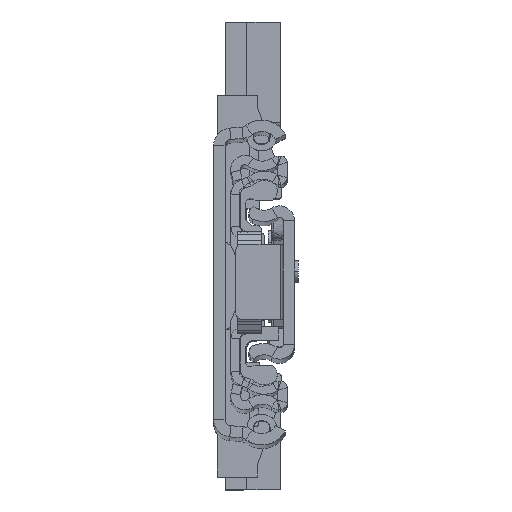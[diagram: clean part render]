
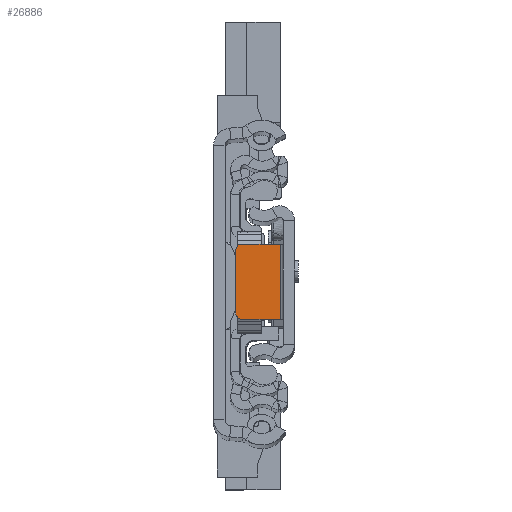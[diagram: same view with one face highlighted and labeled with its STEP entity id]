
A CAD part, top view. The second image highlights one B-rep face of the part: STEP entity #26886.
In plain terms, the highlighted planar face has unit normal (0, 0, 1).
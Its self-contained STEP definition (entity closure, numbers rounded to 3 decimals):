
#60 = DIRECTION ( 'NONE',  ( 1., 0., 0. ) ) ;
#1164 = DIRECTION ( 'NONE',  ( 0., -1., 0. ) ) ;
#1200 = DIRECTION ( 'NONE',  ( 1., 0., 0. ) ) ;
#1508 = VERTEX_POINT ( 'NONE', #3174 ) ;
#1530 = CARTESIAN_POINT ( 'NONE',  ( -8.4, -5.849, -6.8 ) ) ;
#2014 = DIRECTION ( 'NONE',  ( 1., 0., 0. ) ) ;
#3174 = CARTESIAN_POINT ( 'NONE',  ( -2.3, 6.151, -6.8 ) ) ;
#3904 = ORIENTED_EDGE ( 'NONE', *, *, #29842, .F. ) ;
#4282 = LINE ( 'NONE', #29310, #22456 ) ;
#4877 = EDGE_CURVE ( 'NONE', #19626, #1508, #4282, .T. ) ;
#6556 = CARTESIAN_POINT ( 'NONE',  ( -8.4, 5.151, -6.8 ) ) ;
#8885 = LINE ( 'NONE', #18134, #25223 ) ;
#9114 = CARTESIAN_POINT ( 'NONE',  ( -9.4, -4.849, -6.8 ) ) ;
#10146 = VECTOR ( 'NONE', #1164, 1000. ) ;
#10987 = DIRECTION ( 'NONE',  ( -1., 0., 0. ) ) ;
#11200 = AXIS2_PLACEMENT_3D ( 'NONE', #27661, #15175, #2014 ) ;
#13883 = CARTESIAN_POINT ( 'NONE',  ( -9.4, -5.849, -6.8 ) ) ;
#14650 = PLANE ( 'NONE',  #16144 ) ;
#15175 = DIRECTION ( 'NONE',  ( 0., 0., 1. ) ) ;
#16144 = AXIS2_PLACEMENT_3D ( 'NONE', #27158, #36587, #60 ) ;
#17005 = VERTEX_POINT ( 'NONE', #1530 ) ;
#17488 = ORIENTED_EDGE ( 'NONE', *, *, #32560, .T. ) ;
#17616 = EDGE_LOOP ( 'NONE', ( #33912, #17488, #31727, #3904, #32158, #20642 ) ) ;
#18134 = CARTESIAN_POINT ( 'NONE',  ( -9.4, 6.151, -6.8 ) ) ;
#18705 = DIRECTION ( 'NONE',  ( 0., 0., 1. ) ) ;
#19191 = VERTEX_POINT ( 'NONE', #9114 ) ;
#19626 = VERTEX_POINT ( 'NONE', #31228 ) ;
#19653 = CARTESIAN_POINT ( 'NONE',  ( -2.3, 6.151, -6.8 ) ) ;
#20642 = ORIENTED_EDGE ( 'NONE', *, *, #35236, .T. ) ;
#22354 = CARTESIAN_POINT ( 'NONE',  ( -2.3, -5.849, -6.8 ) ) ;
#22456 = VECTOR ( 'NONE', #1200, 1000. ) ;
#22992 = CIRCLE ( 'NONE', #11200, 1. ) ;
#23824 = AXIS2_PLACEMENT_3D ( 'NONE', #6556, #18705, #31206 ) ;
#25223 = VECTOR ( 'NONE', #39424, 1000. ) ;
#25888 = VERTEX_POINT ( 'NONE', #25969 ) ;
#25969 = CARTESIAN_POINT ( 'NONE',  ( -9.4, 5.151, -6.8 ) ) ;
#26528 = VERTEX_POINT ( 'NONE', #22354 ) ;
#26886 = ADVANCED_FACE ( 'NONE', ( #39442 ), #14650, .T. ) ;
#27158 = CARTESIAN_POINT ( 'NONE',  ( 0., 0., -6.8 ) ) ;
#27661 = CARTESIAN_POINT ( 'NONE',  ( -8.4, -4.849, -6.8 ) ) ;
#29310 = CARTESIAN_POINT ( 'NONE',  ( -1.8, 6.151, -6.8 ) ) ;
#29669 = LINE ( 'NONE', #13883, #37595 ) ;
#29842 = EDGE_CURVE ( 'NONE', #1508, #26528, #31751, .T. ) ;
#31206 = DIRECTION ( 'NONE',  ( 1., 0., 0. ) ) ;
#31228 = CARTESIAN_POINT ( 'NONE',  ( -8.4, 6.151, -6.8 ) ) ;
#31727 = ORIENTED_EDGE ( 'NONE', *, *, #35408, .F. ) ;
#31751 = LINE ( 'NONE', #19653, #10146 ) ;
#32158 = ORIENTED_EDGE ( 'NONE', *, *, #4877, .F. ) ;
#32560 = EDGE_CURVE ( 'NONE', #19191, #17005, #22992, .T. ) ;
#33912 = ORIENTED_EDGE ( 'NONE', *, *, #38053, .F. ) ;
#35236 = EDGE_CURVE ( 'NONE', #19626, #25888, #35596, .T. ) ;
#35408 = EDGE_CURVE ( 'NONE', #26528, #17005, #29669, .T. ) ;
#35596 = CIRCLE ( 'NONE', #23824, 1. ) ;
#36587 = DIRECTION ( 'NONE',  ( 0., 0., 1. ) ) ;
#37595 = VECTOR ( 'NONE', #10987, 1000. ) ;
#38053 = EDGE_CURVE ( 'NONE', #19191, #25888, #8885, .T. ) ;
#39424 = DIRECTION ( 'NONE',  ( 0., 1., 0. ) ) ;
#39442 = FACE_OUTER_BOUND ( 'NONE', #17616, .T. ) ;
